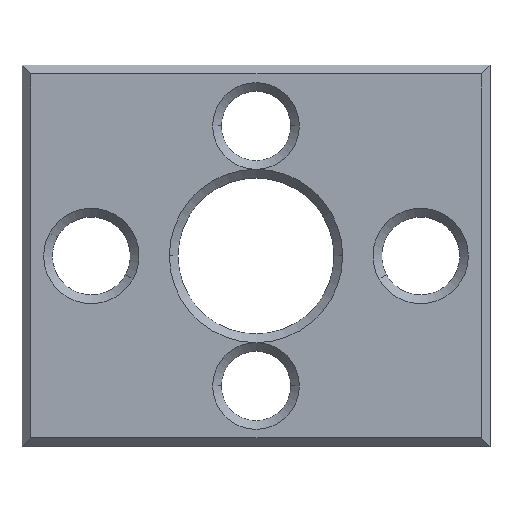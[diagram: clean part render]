
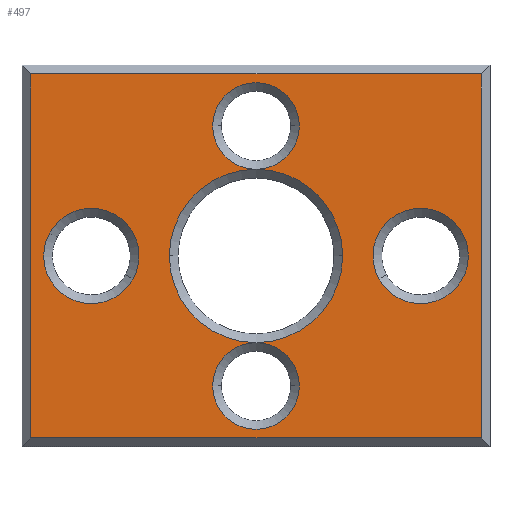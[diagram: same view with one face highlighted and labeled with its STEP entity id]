
A CAD part, top view. The second image highlights one B-rep face of the part: STEP entity #497.
In plain terms, the highlighted planar face has unit normal (0, 0, 1).
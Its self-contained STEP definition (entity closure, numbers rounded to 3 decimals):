
#62=CARTESIAN_POINT('Vertex',(61.526,21.5,2.5)) ;
#65=CARTESIAN_POINT('Line Origine',(74.526,21.5,2.5)) ;
#69=CARTESIAN_POINT('Vertex',(87.526,21.5,2.5)) ;
#95=CARTESIAN_POINT('Line Origine',(61.526,11.,2.5)) ;
#99=CARTESIAN_POINT('Vertex',(61.526,0.5,2.5)) ;
#130=CARTESIAN_POINT('Vertex',(87.526,0.5,2.5)) ;
#133=CARTESIAN_POINT('Line Origine',(74.526,0.5,2.5)) ;
#155=CARTESIAN_POINT('Line Origine',(87.526,11.,2.5)) ;
#183=CARTESIAN_POINT('Vertex',(77.026,3.5,2.5)) ;
#186=CARTESIAN_POINT('Axis2P3D Location',(74.526,3.5,2.5)) ;
#190=CARTESIAN_POINT('Vertex',(74.526,6.,2.5)) ;
#193=CARTESIAN_POINT('Axis2P3D Location',(74.526,3.5,2.5)) ;
#197=CARTESIAN_POINT('Vertex',(72.026,3.5,2.5)) ;
#225=CARTESIAN_POINT('Axis2P3D Location',(74.526,3.5,2.5)) ;
#253=CARTESIAN_POINT('Vertex',(77.026,18.5,2.5)) ;
#256=CARTESIAN_POINT('Axis2P3D Location',(74.526,18.5,2.5)) ;
#260=CARTESIAN_POINT('Vertex',(72.026,18.5,2.5)) ;
#287=CARTESIAN_POINT('Axis2P3D Location',(74.526,18.5,2.5)) ;
#291=CARTESIAN_POINT('Vertex',(74.526,16.,2.5)) ;
#294=CARTESIAN_POINT('Axis2P3D Location',(74.526,18.5,2.5)) ;
#323=CARTESIAN_POINT('Vertex',(79.526,11.,2.5)) ;
#326=CARTESIAN_POINT('Axis2P3D Location',(74.526,11.,2.5)) ;
#331=CARTESIAN_POINT('Axis2P3D Location',(74.526,11.,2.5)) ;
#335=CARTESIAN_POINT('Vertex',(69.526,11.,2.5)) ;
#363=CARTESIAN_POINT('Axis2P3D Location',(74.526,11.,2.5)) ;
#368=CARTESIAN_POINT('Axis2P3D Location',(74.526,11.,2.5)) ;
#395=CARTESIAN_POINT('Vertex',(86.439,12.318,2.5)) ;
#411=CARTESIAN_POINT('Vertex',(81.613,9.682,2.5)) ;
#414=CARTESIAN_POINT('Axis2P3D Location',(84.026,11.,2.5)) ;
#436=CARTESIAN_POINT('Axis2P3D Location',(84.026,11.,2.5)) ;
#448=CARTESIAN_POINT('Axis2P3D Location',(0.,0.,2.5)) ;
#459=CARTESIAN_POINT('Axis2P3D Location',(65.026,11.,2.5)) ;
#463=CARTESIAN_POINT('Vertex',(67.439,9.682,2.5)) ;
#465=CARTESIAN_POINT('Vertex',(62.613,12.318,2.5)) ;
#468=CARTESIAN_POINT('Axis2P3D Location',(65.026,11.,2.5)) ;
#66=DIRECTION('Vector Direction',(1.,0.,0.)) ;
#96=DIRECTION('Vector Direction',(0.,-1.,0.)) ;
#134=DIRECTION('Vector Direction',(-1.,0.,0.)) ;
#156=DIRECTION('Vector Direction',(0.,-1.,0.)) ;
#187=DIRECTION('Axis2P3D Direction',(0.,0.,1.)) ;
#194=DIRECTION('Axis2P3D Direction',(0.,0.,1.)) ;
#226=DIRECTION('Axis2P3D Direction',(0.,0.,1.)) ;
#257=DIRECTION('Axis2P3D Direction',(0.,0.,1.)) ;
#288=DIRECTION('Axis2P3D Direction',(0.,0.,1.)) ;
#295=DIRECTION('Axis2P3D Direction',(0.,0.,1.)) ;
#327=DIRECTION('Axis2P3D Direction',(0.,0.,1.)) ;
#332=DIRECTION('Axis2P3D Direction',(0.,0.,1.)) ;
#364=DIRECTION('Axis2P3D Direction',(0.,0.,1.)) ;
#369=DIRECTION('Axis2P3D Direction',(0.,0.,1.)) ;
#415=DIRECTION('Axis2P3D Direction',(0.,0.,1.)) ;
#437=DIRECTION('Axis2P3D Direction',(0.,0.,1.)) ;
#449=DIRECTION('Axis2P3D Direction',(0.,0.,1.)) ;
#450=DIRECTION('Axis2P3D XDirection',(1.,0.,0.)) ;
#460=DIRECTION('Axis2P3D Direction',(0.,0.,1.)) ;
#469=DIRECTION('Axis2P3D Direction',(0.,0.,1.)) ;
#188=AXIS2_PLACEMENT_3D('Circle Axis2P3D',#186,#187,$) ;
#195=AXIS2_PLACEMENT_3D('Circle Axis2P3D',#193,#194,$) ;
#227=AXIS2_PLACEMENT_3D('Circle Axis2P3D',#225,#226,$) ;
#258=AXIS2_PLACEMENT_3D('Circle Axis2P3D',#256,#257,$) ;
#289=AXIS2_PLACEMENT_3D('Circle Axis2P3D',#287,#288,$) ;
#296=AXIS2_PLACEMENT_3D('Circle Axis2P3D',#294,#295,$) ;
#328=AXIS2_PLACEMENT_3D('Circle Axis2P3D',#326,#327,$) ;
#333=AXIS2_PLACEMENT_3D('Circle Axis2P3D',#331,#332,$) ;
#365=AXIS2_PLACEMENT_3D('Circle Axis2P3D',#363,#364,$) ;
#370=AXIS2_PLACEMENT_3D('Circle Axis2P3D',#368,#369,$) ;
#416=AXIS2_PLACEMENT_3D('Circle Axis2P3D',#414,#415,$) ;
#438=AXIS2_PLACEMENT_3D('Circle Axis2P3D',#436,#437,$) ;
#451=AXIS2_PLACEMENT_3D('Plane Axis2P3D',#448,#449,#450) ;
#461=AXIS2_PLACEMENT_3D('Circle Axis2P3D',#459,#460,$) ;
#470=AXIS2_PLACEMENT_3D('Circle Axis2P3D',#468,#469,$) ;
#454=ORIENTED_EDGE('',*,*,#101,.T.) ;
#455=ORIENTED_EDGE('',*,*,#137,.T.) ;
#456=ORIENTED_EDGE('',*,*,#159,.T.) ;
#457=ORIENTED_EDGE('',*,*,#71,.T.) ;
#474=ORIENTED_EDGE('',*,*,#467,.F.) ;
#475=ORIENTED_EDGE('',*,*,#472,.F.) ;
#478=ORIENTED_EDGE('',*,*,#440,.T.) ;
#479=ORIENTED_EDGE('',*,*,#418,.T.) ;
#482=ORIENTED_EDGE('',*,*,#192,.F.) ;
#483=ORIENTED_EDGE('',*,*,#229,.F.) ;
#484=ORIENTED_EDGE('',*,*,#199,.F.) ;
#487=ORIENTED_EDGE('',*,*,#367,.F.) ;
#488=ORIENTED_EDGE('',*,*,#337,.F.) ;
#489=ORIENTED_EDGE('',*,*,#330,.F.) ;
#490=ORIENTED_EDGE('',*,*,#372,.F.) ;
#493=ORIENTED_EDGE('',*,*,#293,.F.) ;
#494=ORIENTED_EDGE('',*,*,#262,.F.) ;
#495=ORIENTED_EDGE('',*,*,#298,.F.) ;
#476=FACE_BOUND('',#473,.T.) ;
#480=FACE_BOUND('',#477,.T.) ;
#485=FACE_BOUND('',#481,.T.) ;
#491=FACE_BOUND('',#486,.T.) ;
#496=FACE_BOUND('',#492,.T.) ;
#67=VECTOR('Line Direction',#66,1.) ;
#97=VECTOR('Line Direction',#96,1.) ;
#135=VECTOR('Line Direction',#134,1.) ;
#157=VECTOR('Line Direction',#156,1.) ;
#497=ADVANCED_FACE('Hauptk\X2\00F6\X0\rper',(#458,#476,#480,#485,#491,#496),#452,.T.) ;
#189=CIRCLE('generated circle',#188,2.5) ;
#196=CIRCLE('generated circle',#195,2.5) ;
#228=CIRCLE('generated circle',#227,2.5) ;
#259=CIRCLE('generated circle',#258,2.5) ;
#290=CIRCLE('generated circle',#289,2.5) ;
#297=CIRCLE('generated circle',#296,2.5) ;
#329=CIRCLE('generated circle',#328,5.) ;
#334=CIRCLE('generated circle',#333,5.) ;
#366=CIRCLE('generated circle',#365,5.) ;
#371=CIRCLE('generated circle',#370,5.) ;
#417=CIRCLE('generated circle',#416,2.75) ;
#439=CIRCLE('generated circle',#438,2.75) ;
#462=CIRCLE('generated circle',#461,2.75) ;
#471=CIRCLE('generated circle',#470,2.75) ;
#71=EDGE_CURVE('',#70,#63,#68,.F.) ;
#101=EDGE_CURVE('',#63,#100,#98,.T.) ;
#137=EDGE_CURVE('',#100,#131,#136,.F.) ;
#159=EDGE_CURVE('',#131,#70,#158,.F.) ;
#192=EDGE_CURVE('',#184,#191,#189,.T.) ;
#199=EDGE_CURVE('',#191,#198,#196,.T.) ;
#229=EDGE_CURVE('',#198,#184,#228,.T.) ;
#262=EDGE_CURVE('',#254,#261,#259,.T.) ;
#293=EDGE_CURVE('',#261,#292,#290,.T.) ;
#298=EDGE_CURVE('',#292,#254,#297,.T.) ;
#330=EDGE_CURVE('',#324,#292,#329,.T.) ;
#337=EDGE_CURVE('',#292,#336,#334,.T.) ;
#367=EDGE_CURVE('',#336,#191,#366,.T.) ;
#372=EDGE_CURVE('',#191,#324,#371,.T.) ;
#418=EDGE_CURVE('',#396,#412,#417,.F.) ;
#440=EDGE_CURVE('',#412,#396,#439,.F.) ;
#467=EDGE_CURVE('',#464,#466,#462,.T.) ;
#472=EDGE_CURVE('',#466,#464,#471,.T.) ;
#453=EDGE_LOOP('',(#454,#455,#456,#457)) ;
#473=EDGE_LOOP('',(#474,#475)) ;
#477=EDGE_LOOP('',(#478,#479)) ;
#481=EDGE_LOOP('',(#482,#483,#484)) ;
#486=EDGE_LOOP('',(#487,#488,#489,#490)) ;
#492=EDGE_LOOP('',(#493,#494,#495)) ;
#458=FACE_OUTER_BOUND('',#453,.T.) ;
#68=LINE('Line',#65,#67) ;
#98=LINE('Line',#95,#97) ;
#136=LINE('Line',#133,#135) ;
#158=LINE('Line',#155,#157) ;
#452=PLANE('Plane',#451) ;
#63=VERTEX_POINT('',#62) ;
#70=VERTEX_POINT('',#69) ;
#100=VERTEX_POINT('',#99) ;
#131=VERTEX_POINT('',#130) ;
#184=VERTEX_POINT('',#183) ;
#191=VERTEX_POINT('',#190) ;
#198=VERTEX_POINT('',#197) ;
#254=VERTEX_POINT('',#253) ;
#261=VERTEX_POINT('',#260) ;
#292=VERTEX_POINT('',#291) ;
#324=VERTEX_POINT('',#323) ;
#336=VERTEX_POINT('',#335) ;
#396=VERTEX_POINT('',#395) ;
#412=VERTEX_POINT('',#411) ;
#464=VERTEX_POINT('',#463) ;
#466=VERTEX_POINT('',#465) ;
